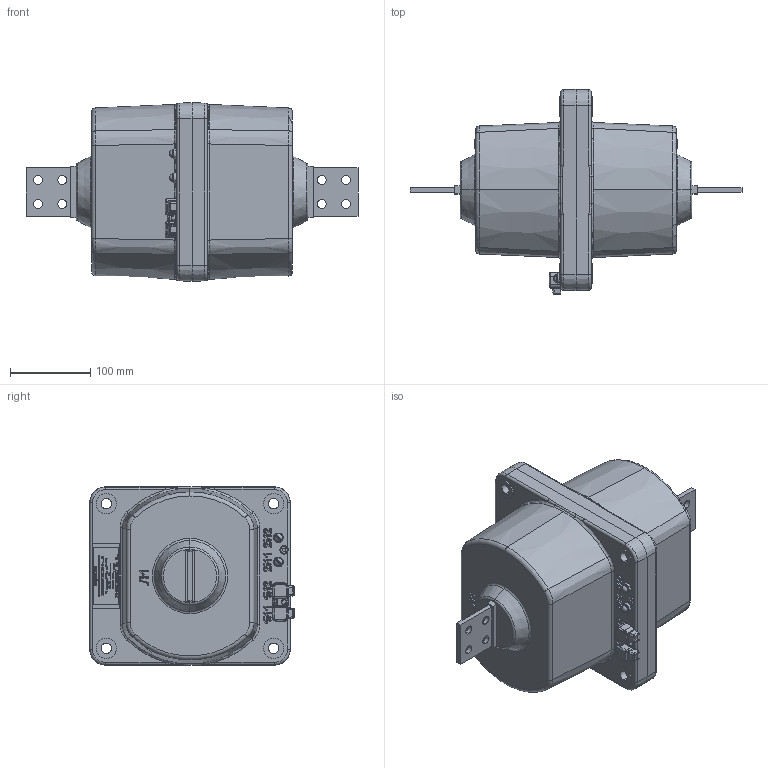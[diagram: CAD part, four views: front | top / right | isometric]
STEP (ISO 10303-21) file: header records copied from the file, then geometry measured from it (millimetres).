
FILE_DESCRIPTION (( 'STEP AP203' ), '1' );
FILE_NAME ('ﾒﾏﾎﾋ-10 (10-200)ﾀ.STEP', '2013-02-27T07:33:50', ( '' ), ( '' ), 'SwSTEP 2.0', 'SolidWorks 2010', '' );
FILE_SCHEMA (( 'CONFIG_CONTROL_DESIGN' ));
Products named in the file (1): ﾒﾏﾎﾋ-10 (10-200)ﾀ
Bounding box: 413 x 255 x 222 mm (x, y, z)
Volume: 8844058.9 mm3; surface area: 327058.4 mm2
Topology: 1 solids, 7 shells, 2789 faces, 7204 edges, 4706 vertices
Faces by surface type: plane 1616, bspline 775, cylinder 196, cone 144, torus 38, sphere 20
Entity records: 121150 total; most frequent: CARTESIAN_POINT 58035, ORIENTED_EDGE 14388, DIRECTION 10381, EDGE_CURVE 7194, VECTOR 4805, LINE 4805, VERTEX_POINT 4706, EDGE_LOOP 3116
